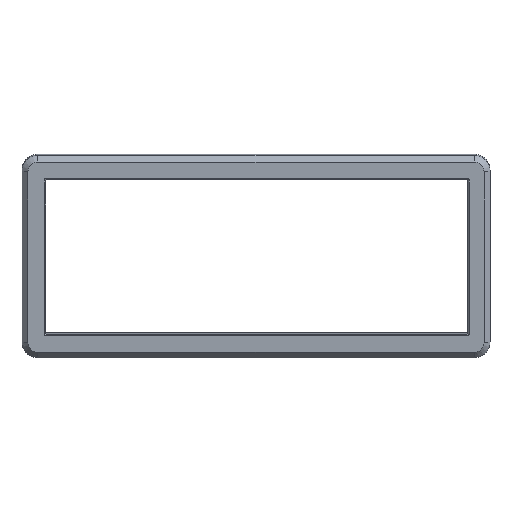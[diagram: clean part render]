
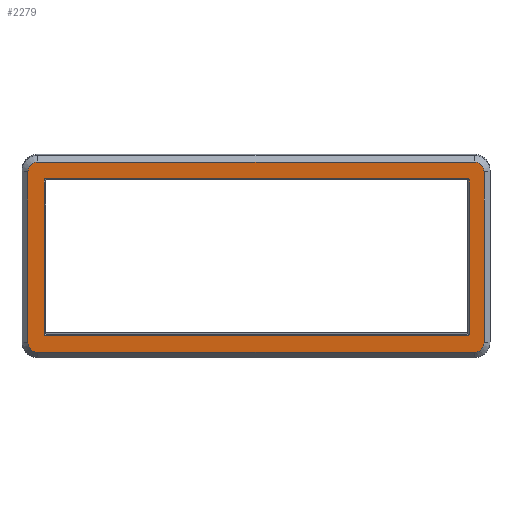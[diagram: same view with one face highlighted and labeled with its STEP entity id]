
A CAD part, top view. The second image highlights one B-rep face of the part: STEP entity #2279.
In plain terms, the highlighted planar face has unit normal (0, -0.096, 0.995).
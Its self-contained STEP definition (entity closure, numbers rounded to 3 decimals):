
#19=FACE_BOUND('',#250,.T.);
#44=CIRCLE('',#2415,1.);
#46=CIRCLE('',#2419,1.);
#48=CIRCLE('',#2423,1.);
#50=CIRCLE('',#2427,1.);
#53=CIRCLE('',#2435,5.);
#54=CIRCLE('',#2436,5.);
#55=CIRCLE('',#2437,5.);
#56=CIRCLE('',#2438,5.);
#119=FACE_OUTER_BOUND('',#249,.T.);
#249=EDGE_LOOP('',(#1657,#1658,#1659,#1660,#1661,#1662,#1663,#1664));
#250=EDGE_LOOP('',(#1665,#1666,#1667,#1668,#1669,#1670,#1671,#1672));
#430=LINE('',#3316,#728);
#435=LINE('',#3330,#733);
#439=LINE('',#3342,#737);
#443=LINE('',#3354,#741);
#452=LINE('',#3380,#750);
#453=LINE('',#3384,#751);
#454=LINE('',#3388,#752);
#455=LINE('',#3392,#753);
#728=VECTOR('',#2684,10.);
#733=VECTOR('',#2697,10.);
#737=VECTOR('',#2709,10.);
#741=VECTOR('',#2721,10.);
#750=VECTOR('',#2750,10.);
#751=VECTOR('',#2753,10.);
#752=VECTOR('',#2756,10.);
#753=VECTOR('',#2759,10.);
#1000=VERTEX_POINT('',#3313);
#1001=VERTEX_POINT('',#3315);
#1004=VERTEX_POINT('',#3323);
#1006=VERTEX_POINT('',#3328);
#1008=VERTEX_POINT('',#3335);
#1010=VERTEX_POINT('',#3340);
#1012=VERTEX_POINT('',#3347);
#1014=VERTEX_POINT('',#3352);
#1020=VERTEX_POINT('',#3378);
#1021=VERTEX_POINT('',#3379);
#1022=VERTEX_POINT('',#3381);
#1023=VERTEX_POINT('',#3383);
#1024=VERTEX_POINT('',#3385);
#1025=VERTEX_POINT('',#3387);
#1026=VERTEX_POINT('',#3389);
#1027=VERTEX_POINT('',#3391);
#1234=EDGE_CURVE('',#1000,#1001,#430,.T.);
#1239=EDGE_CURVE('',#1004,#1000,#44,.T.);
#1241=EDGE_CURVE('',#1006,#1004,#435,.T.);
#1245=EDGE_CURVE('',#1008,#1006,#46,.T.);
#1247=EDGE_CURVE('',#1010,#1008,#439,.T.);
#1251=EDGE_CURVE('',#1012,#1010,#48,.T.);
#1253=EDGE_CURVE('',#1014,#1012,#443,.T.);
#1256=EDGE_CURVE('',#1001,#1014,#50,.T.);
#1266=EDGE_CURVE('',#1020,#1021,#452,.T.);
#1267=EDGE_CURVE('',#1022,#1020,#53,.T.);
#1268=EDGE_CURVE('',#1023,#1022,#453,.T.);
#1269=EDGE_CURVE('',#1024,#1023,#54,.T.);
#1270=EDGE_CURVE('',#1025,#1024,#454,.T.);
#1271=EDGE_CURVE('',#1026,#1025,#55,.T.);
#1272=EDGE_CURVE('',#1027,#1026,#455,.T.);
#1273=EDGE_CURVE('',#1021,#1027,#56,.T.);
#1657=ORIENTED_EDGE('',*,*,#1266,.F.);
#1658=ORIENTED_EDGE('',*,*,#1267,.F.);
#1659=ORIENTED_EDGE('',*,*,#1268,.F.);
#1660=ORIENTED_EDGE('',*,*,#1269,.F.);
#1661=ORIENTED_EDGE('',*,*,#1270,.F.);
#1662=ORIENTED_EDGE('',*,*,#1271,.F.);
#1663=ORIENTED_EDGE('',*,*,#1272,.F.);
#1664=ORIENTED_EDGE('',*,*,#1273,.F.);
#1665=ORIENTED_EDGE('',*,*,#1234,.F.);
#1666=ORIENTED_EDGE('',*,*,#1239,.F.);
#1667=ORIENTED_EDGE('',*,*,#1241,.F.);
#1668=ORIENTED_EDGE('',*,*,#1245,.F.);
#1669=ORIENTED_EDGE('',*,*,#1247,.F.);
#1670=ORIENTED_EDGE('',*,*,#1251,.F.);
#1671=ORIENTED_EDGE('',*,*,#1253,.F.);
#1672=ORIENTED_EDGE('',*,*,#1256,.F.);
#2159=PLANE('',#2434);
#2279=ADVANCED_FACE('',(#119,#19),#2159,.T.);
#2415=AXIS2_PLACEMENT_3D('',#3325,#2692,#2693);
#2419=AXIS2_PLACEMENT_3D('',#3337,#2704,#2705);
#2423=AXIS2_PLACEMENT_3D('',#3349,#2716,#2717);
#2427=AXIS2_PLACEMENT_3D('',#3358,#2727,#2728);
#2434=AXIS2_PLACEMENT_3D('',#3377,#2748,#2749);
#2435=AXIS2_PLACEMENT_3D('',#3382,#2751,#2752);
#2436=AXIS2_PLACEMENT_3D('',#3386,#2754,#2755);
#2437=AXIS2_PLACEMENT_3D('',#3390,#2757,#2758);
#2438=AXIS2_PLACEMENT_3D('',#3393,#2760,#2761);
#2684=DIRECTION('',(-1.,0.,0.));
#2692=DIRECTION('center_axis',(0.,-0.096,0.995));
#2693=DIRECTION('ref_axis',(0.707,0.704,0.068));
#2697=DIRECTION('',(0.,0.995,0.096));
#2704=DIRECTION('center_axis',(0.,-0.096,0.995));
#2705=DIRECTION('ref_axis',(0.707,-0.704,-0.068));
#2709=DIRECTION('',(1.,0.,0.));
#2716=DIRECTION('center_axis',(0.,-0.096,0.995));
#2717=DIRECTION('ref_axis',(-0.707,-0.704,-0.068));
#2721=DIRECTION('',(0.,-0.995,-0.096));
#2727=DIRECTION('center_axis',(0.,-0.096,0.995));
#2728=DIRECTION('ref_axis',(-0.707,0.704,0.068));
#2748=DIRECTION('center_axis',(0.,-0.096,0.995));
#2749=DIRECTION('ref_axis',(0.,-0.995,-0.096));
#2750=DIRECTION('',(0.,-0.995,-0.096));
#2751=DIRECTION('center_axis',(0.,0.096,-0.995));
#2752=DIRECTION('ref_axis',(0.707,0.704,0.068));
#2753=DIRECTION('',(1.,0.,0.));
#2754=DIRECTION('center_axis',(0.,0.096,-0.995));
#2755=DIRECTION('ref_axis',(-0.707,0.704,0.068));
#2756=DIRECTION('',(0.,0.995,0.096));
#2757=DIRECTION('center_axis',(0.,0.096,-0.995));
#2758=DIRECTION('ref_axis',(-0.707,-0.704,-0.068));
#2759=DIRECTION('',(-1.,0.,0.));
#2760=DIRECTION('center_axis',(0.,0.096,-0.995));
#2761=DIRECTION('ref_axis',(0.707,-0.704,-0.068));
#3313=CARTESIAN_POINT('',(213.557,66.038,29.055));
#3315=CARTESIAN_POINT('',(2.157,66.038,29.055));
#3316=CARTESIAN_POINT('',(54.679,66.038,29.055));
#3323=CARTESIAN_POINT('',(214.557,65.043,28.959));
#3325=CARTESIAN_POINT('Origin',(213.557,65.043,28.959));
#3328=CARTESIAN_POINT('',(214.557,-12.2,21.521));
#3330=CARTESIAN_POINT('',(214.557,45.32,27.06));
#3335=CARTESIAN_POINT('',(213.557,-13.195,21.425));
#3337=CARTESIAN_POINT('Origin',(213.557,-12.2,21.521));
#3340=CARTESIAN_POINT('',(2.157,-13.195,21.425));
#3342=CARTESIAN_POINT('',(54.679,-13.195,21.425));
#3347=CARTESIAN_POINT('',(1.157,-12.2,21.521));
#3349=CARTESIAN_POINT('Origin',(2.157,-12.2,21.521));
#3352=CARTESIAN_POINT('',(1.157,65.043,28.959));
#3354=CARTESIAN_POINT('',(1.157,45.32,27.06));
#3358=CARTESIAN_POINT('Origin',(2.157,65.043,28.959));
#3377=CARTESIAN_POINT('Origin',(107.5,26.295,25.228));
#3378=CARTESIAN_POINT('',(222.,69.097,29.349));
#3379=CARTESIAN_POINT('',(222.,-16.507,21.106));
#3380=CARTESIAN_POINT('',(222.,26.295,25.228));
#3381=CARTESIAN_POINT('',(217.,74.074,29.828));
#3382=CARTESIAN_POINT('Origin',(217.,69.097,29.349));
#3383=CARTESIAN_POINT('',(-2.,74.074,29.828));
#3384=CARTESIAN_POINT('',(107.5,74.074,29.828));
#3385=CARTESIAN_POINT('',(-7.,69.097,29.349));
#3386=CARTESIAN_POINT('Origin',(-2.,69.097,29.349));
#3387=CARTESIAN_POINT('',(-7.,-16.507,21.106));
#3388=CARTESIAN_POINT('',(-7.,26.295,25.228));
#3389=CARTESIAN_POINT('',(-2.,-21.484,20.627));
#3390=CARTESIAN_POINT('Origin',(-2.,-16.507,21.106));
#3391=CARTESIAN_POINT('',(217.,-21.484,20.627));
#3392=CARTESIAN_POINT('',(107.5,-21.484,20.627));
#3393=CARTESIAN_POINT('Origin',(217.,-16.507,21.106));
